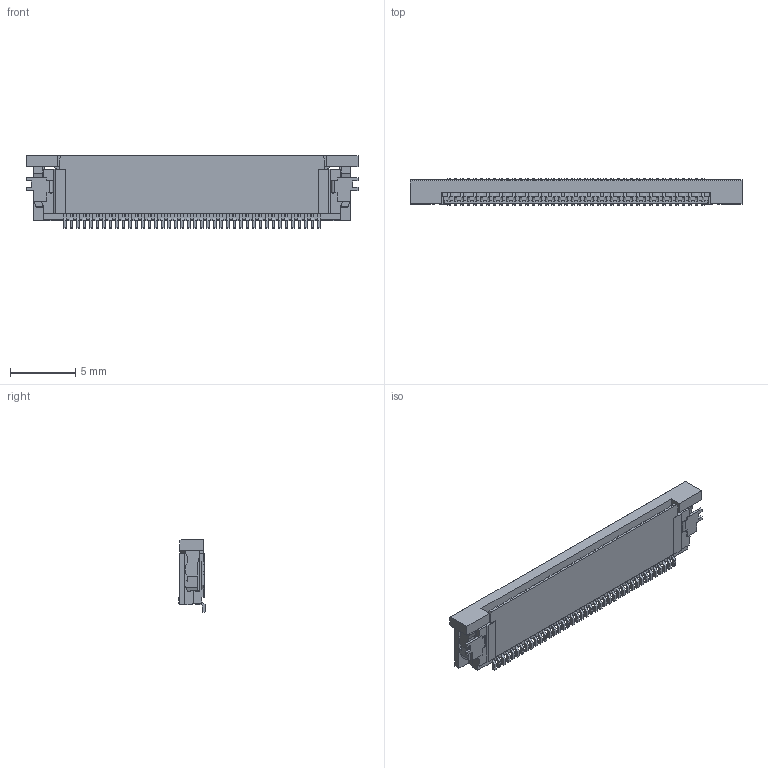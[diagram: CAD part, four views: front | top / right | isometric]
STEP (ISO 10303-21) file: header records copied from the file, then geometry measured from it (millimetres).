
FILE_DESCRIPTION((''),'2;1');
FILE_NAME('541324062','2014-03-26T',('me'),(''),'PRO/ENGINEER BY PARAMETRIC TECHNOLOGY CORPORATION, 2011490','PRO/ENGINEER BY PARAMETRIC TECHNOLOGY CORPORATION, 2011490','');
FILE_SCHEMA(('CONFIG_CONTROL_DESIGN'));
Products named in the file (1): 541324062
Bounding box: 25.5 x 2 x 5.6 mm (x, y, z)
Volume: 162.8 mm3; surface area: 1050.9 mm2
Topology: 2 solids, 2 shells, 2138 faces, 6373 edges, 4282 vertices
Faces by surface type: plane 1970, cylinder 168
Entity records: 70276 total; most frequent: CARTESIAN_POINT 12616, ORIENTED_EDGE 12396, DIRECTION 10987, EDGE_CURVE 6198, VECTOR 6037, LINE 6037, VERTEX_POINT 4104, AXIS2_PLACEMENT_3D 2475
